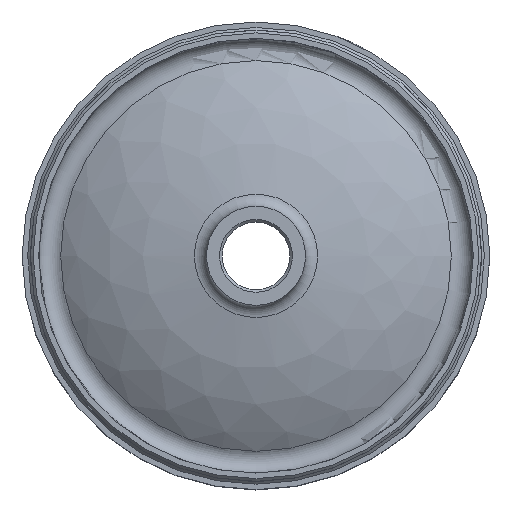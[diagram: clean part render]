
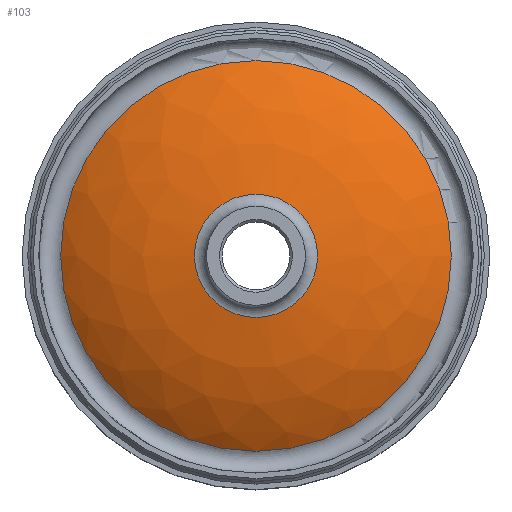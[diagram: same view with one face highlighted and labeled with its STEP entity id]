
A CAD part, top view. The second image highlights one B-rep face of the part: STEP entity #103.
In plain terms, the highlighted face is a revolution surface.
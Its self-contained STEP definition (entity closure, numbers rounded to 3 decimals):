
#103=ADVANCED_FACE('',(#178,#179),#126,.F.);
#126=SURFACE_OF_REVOLUTION('',#130,#128);
#128=AXIS1_PLACEMENT('',#1956,#654);
#130=(
BOUNDED_CURVE()
B_SPLINE_CURVE(3,(#1952,#1953,#1954,#1955),.UNSPECIFIED.,.F.,.F.)
B_SPLINE_CURVE_WITH_KNOTS((4,4),(0.,1.),.UNSPECIFIED.)
CURVE()
GEOMETRIC_REPRESENTATION_ITEM()
RATIONAL_B_SPLINE_CURVE((1.,0.955,0.955,1.))
REPRESENTATION_ITEM('')
);
#178=FACE_BOUND('',#269,.T.);
#179=FACE_BOUND('',#270,.T.);
#269=EDGE_LOOP('',(#362));
#270=EDGE_LOOP('',(#363));
#362=ORIENTED_EDGE('',*,*,#491,.T.);
#363=ORIENTED_EDGE('',*,*,#492,.F.);
#444=VERTEX_POINT('',#1948);
#445=VERTEX_POINT('',#1951);
#491=EDGE_CURVE('',#444,#444,#517,.T.);
#492=EDGE_CURVE('',#445,#445,#518,.T.);
#517=CIRCLE('',#556,71.006);
#518=CIRCLE('',#558,22.392);
#556=AXIS2_PLACEMENT_3D('',#1947,#648,#649);
#558=AXIS2_PLACEMENT_3D('',#1950,#652,#653);
#648=DIRECTION('',(0.,0.,1.));
#649=DIRECTION('',(1.,0.,0.));
#652=DIRECTION('',(0.,0.,1.));
#653=DIRECTION('',(1.,0.,0.));
#654=DIRECTION('',(0.,0.,1.));
#1947=CARTESIAN_POINT('',(0.,0.,-13.004));
#1948=CARTESIAN_POINT('',(71.006,0.,-13.004));
#1950=CARTESIAN_POINT('',(0.,0.,4.037));
#1951=CARTESIAN_POINT('',(22.392,0.,4.037));
#1952=CARTESIAN_POINT('',(0.,-22.392,4.037));
#1953=CARTESIAN_POINT('',(0.,-42.492,1.576));
#1954=CARTESIAN_POINT('',(0.,-59.462,-4.373));
#1955=CARTESIAN_POINT('',(0.,-71.006,-13.004));
#1956=CARTESIAN_POINT('',(0.,0.,0.));
